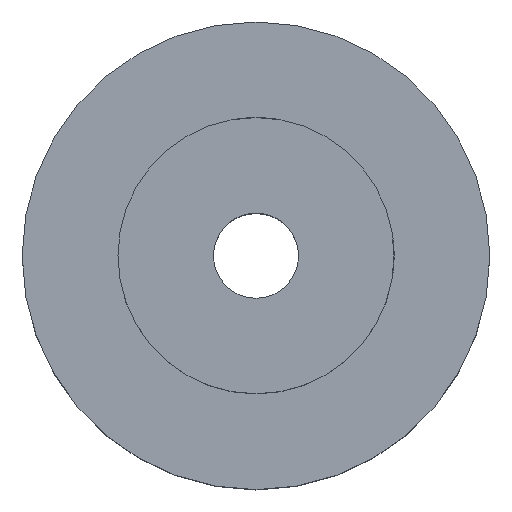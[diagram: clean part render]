
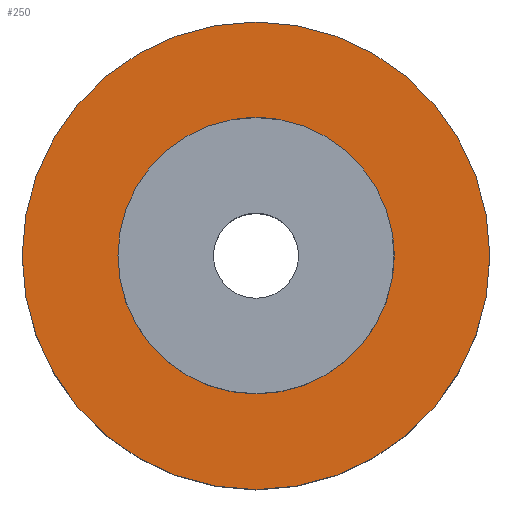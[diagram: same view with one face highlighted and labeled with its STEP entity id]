
A CAD part, top view. The second image highlights one B-rep face of the part: STEP entity #250.
In plain terms, the highlighted planar face has unit normal (0, 0, 1).
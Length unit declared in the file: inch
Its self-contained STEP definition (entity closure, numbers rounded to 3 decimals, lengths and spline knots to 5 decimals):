
#53 = CIRCLE ( 'NONE', #366, 0.406 ) ;
#250 = ADVANCED_FACE ( 'NONE', ( #880, #871 ), #1586, .F. ) ;
#366 = AXIS2_PLACEMENT_3D ( 'NONE', #3246, #3227, #3220 ) ;
#711 = EDGE_LOOP ( 'NONE', ( #2632, #2640 ) ) ;
#713 = EDGE_LOOP ( 'NONE', ( #2633, #2623 ) ) ;
#871 = FACE_OUTER_BOUND ( 'NONE', #713, .T. ) ;
#880 = FACE_BOUND ( 'NONE', #711, .T. ) ;
#1583 = DIRECTION ( 'NONE',  ( -1., 0., 0. ) ) ;
#1584 = DIRECTION ( 'NONE',  ( 0., 0., -1. ) ) ;
#1586 = PLANE ( 'NONE',  #2684 ) ;
#1587 = CARTESIAN_POINT ( 'NONE',  ( 0., -0.406, 0.157 ) ) ;
#1622 = VERTEX_POINT ( 'NONE', #3968 ) ;
#1632 = VERTEX_POINT ( 'NONE', #3964 ) ;
#1634 = VERTEX_POINT ( 'NONE', #3959 ) ;
#1636 = VERTEX_POINT ( 'NONE', #3967 ) ;
#1907 = EDGE_CURVE ( 'NONE', #1636, #1634, #53, .T. ) ;
#2132 = CIRCLE ( 'NONE', #4128, 0.406 ) ;
#2143 = CIRCLE ( 'NONE', #4123, 0.6875 ) ;
#2278 = EDGE_CURVE ( 'NONE', #1622, #1632, #2143, .T. ) ;
#2287 = EDGE_CURVE ( 'NONE', #1634, #1636, #2132, .T. ) ;
#2623 = ORIENTED_EDGE ( 'NONE', *, *, #2740, .T. ) ;
#2632 = ORIENTED_EDGE ( 'NONE', *, *, #2287, .F. ) ;
#2633 = ORIENTED_EDGE ( 'NONE', *, *, #2278, .T. ) ;
#2640 = ORIENTED_EDGE ( 'NONE', *, *, #1907, .F. ) ;
#2684 = AXIS2_PLACEMENT_3D ( 'NONE', #1587, #1584, #1583 ) ;
#2740 = EDGE_CURVE ( 'NONE', #1632, #1622, #3074, .T. ) ;
#3074 = CIRCLE ( 'NONE', #4151, 0.6875 ) ;
#3156 = DIRECTION ( 'NONE',  ( 1., 0., 0. ) ) ;
#3157 = DIRECTION ( 'NONE',  ( 0., 0., 1. ) ) ;
#3158 = CARTESIAN_POINT ( 'NONE',  ( 0., 0., 0.157 ) ) ;
#3220 = DIRECTION ( 'NONE',  ( 1., 0., 0. ) ) ;
#3227 = DIRECTION ( 'NONE',  ( 0., 0., 1. ) ) ;
#3246 = CARTESIAN_POINT ( 'NONE',  ( 0., 0., 0.157 ) ) ;
#3645 = DIRECTION ( 'NONE',  ( 1., 0., 0. ) ) ;
#3646 = DIRECTION ( 'NONE',  ( 0., 0., 1. ) ) ;
#3648 = CARTESIAN_POINT ( 'NONE',  ( 0., 0., 0.157 ) ) ;
#3686 = DIRECTION ( 'NONE',  ( 1., 0., 0. ) ) ;
#3687 = DIRECTION ( 'NONE',  ( 0., 0., 1. ) ) ;
#3697 = CARTESIAN_POINT ( 'NONE',  ( 0., 0., 0.157 ) ) ;
#3959 = CARTESIAN_POINT ( 'NONE',  ( 0.406, 0., 0.157 ) ) ;
#3964 = CARTESIAN_POINT ( 'NONE',  ( -0.6875, 0., 0.157 ) ) ;
#3967 = CARTESIAN_POINT ( 'NONE',  ( -0.406, 0., 0.157 ) ) ;
#3968 = CARTESIAN_POINT ( 'NONE',  ( 0.6875, 0., 0.157 ) ) ;
#4123 = AXIS2_PLACEMENT_3D ( 'NONE', #3697, #3687, #3686 ) ;
#4128 = AXIS2_PLACEMENT_3D ( 'NONE', #3648, #3646, #3645 ) ;
#4151 = AXIS2_PLACEMENT_3D ( 'NONE', #3158, #3157, #3156 ) ;
